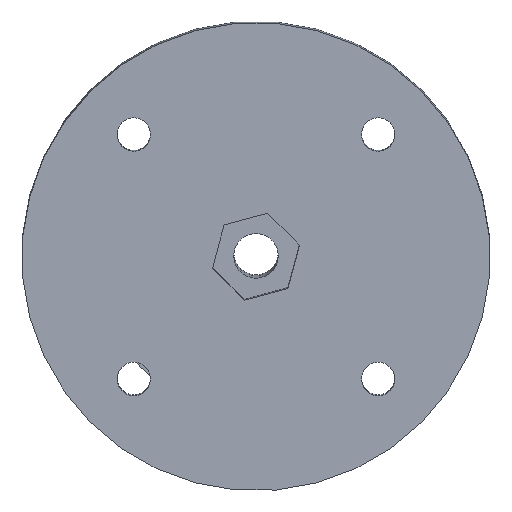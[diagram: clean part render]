
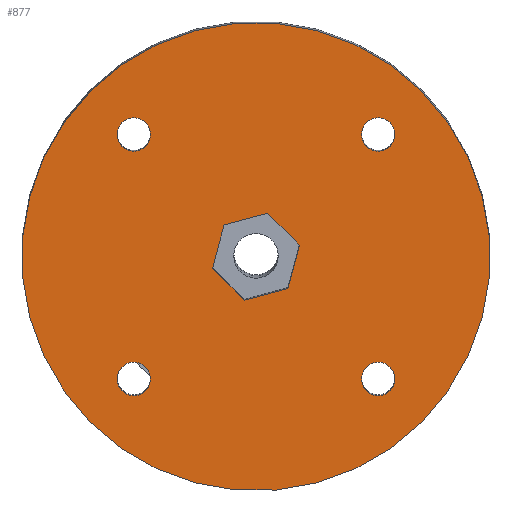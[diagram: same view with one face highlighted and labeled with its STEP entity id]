
A CAD part, front view. The second image highlights one B-rep face of the part: STEP entity #877.
In plain terms, the highlighted planar face has unit normal (0, -1, -0.011).
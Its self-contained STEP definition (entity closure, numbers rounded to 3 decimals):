
#42=FACE_BOUND('',#207,.T.);
#43=FACE_BOUND('',#208,.T.);
#44=FACE_BOUND('',#209,.T.);
#45=FACE_BOUND('',#210,.T.);
#46=FACE_BOUND('',#211,.T.);
#69=PLANE('',#1021);
#142=FACE_OUTER_BOUND('',#206,.T.);
#206=EDGE_LOOP('',(#816));
#207=EDGE_LOOP('',(#817,#818,#819,#820,#821,#822));
#208=EDGE_LOOP('',(#823));
#209=EDGE_LOOP('',(#824));
#210=EDGE_LOOP('',(#825));
#211=EDGE_LOOP('',(#826));
#233=LINE('',#1465,#284);
#237=LINE('',#1473,#288);
#240=LINE('',#1479,#291);
#243=LINE('',#1485,#294);
#246=LINE('',#1491,#297);
#249=LINE('',#1496,#300);
#284=VECTOR('',#1164,10.);
#288=VECTOR('',#1170,10.);
#291=VECTOR('',#1175,10.);
#294=VECTOR('',#1180,10.);
#297=VECTOR('',#1185,10.);
#300=VECTOR('',#1190,10.);
#379=CIRCLE('',#1011,1.5);
#380=CIRCLE('',#1014,1.5);
#381=CIRCLE('',#1016,1.5);
#382=CIRCLE('',#1018,1.5);
#383=CIRCLE('',#1020,21.);
#427=VERTEX_POINT('',#1463);
#428=VERTEX_POINT('',#1464);
#431=VERTEX_POINT('',#1472);
#433=VERTEX_POINT('',#1478);
#435=VERTEX_POINT('',#1484);
#437=VERTEX_POINT('',#1490);
#459=VERTEX_POINT('',#1570);
#460=VERTEX_POINT('',#1575);
#461=VERTEX_POINT('',#1579);
#462=VERTEX_POINT('',#1583);
#463=VERTEX_POINT('',#1587);
#523=EDGE_CURVE('',#427,#428,#233,.T.);
#527=EDGE_CURVE('',#431,#427,#237,.T.);
#530=EDGE_CURVE('',#433,#431,#240,.T.);
#533=EDGE_CURVE('',#435,#433,#243,.T.);
#536=EDGE_CURVE('',#437,#435,#246,.T.);
#539=EDGE_CURVE('',#428,#437,#249,.T.);
#575=EDGE_CURVE('',#459,#459,#379,.T.);
#577=EDGE_CURVE('',#460,#460,#380,.T.);
#579=EDGE_CURVE('',#461,#461,#381,.T.);
#581=EDGE_CURVE('',#462,#462,#382,.T.);
#584=EDGE_CURVE('',#463,#463,#383,.T.);
#816=ORIENTED_EDGE('',*,*,#584,.F.);
#817=ORIENTED_EDGE('',*,*,#523,.T.);
#818=ORIENTED_EDGE('',*,*,#539,.T.);
#819=ORIENTED_EDGE('',*,*,#536,.T.);
#820=ORIENTED_EDGE('',*,*,#533,.T.);
#821=ORIENTED_EDGE('',*,*,#530,.T.);
#822=ORIENTED_EDGE('',*,*,#527,.T.);
#823=ORIENTED_EDGE('',*,*,#577,.F.);
#824=ORIENTED_EDGE('',*,*,#581,.F.);
#825=ORIENTED_EDGE('',*,*,#575,.F.);
#826=ORIENTED_EDGE('',*,*,#579,.F.);
#877=ADVANCED_FACE('',(#142,#42,#43,#44,#45,#46),#69,.F.);
#1011=AXIS2_PLACEMENT_3D('',#1571,#1286,#1287);
#1014=AXIS2_PLACEMENT_3D('',#1576,#1293,#1294);
#1016=AXIS2_PLACEMENT_3D('',#1580,#1298,#1299);
#1018=AXIS2_PLACEMENT_3D('',#1584,#1303,#1304);
#1020=AXIS2_PLACEMENT_3D('',#1589,#1309,#1310);
#1021=AXIS2_PLACEMENT_3D('',#1590,#1311,#1312);
#1164=DIRECTION('',(0.966,-0.003,0.259));
#1170=DIRECTION('',(0.259,-0.01,0.966));
#1175=DIRECTION('',(-0.707,-0.007,0.707));
#1180=DIRECTION('',(-0.966,0.003,-0.259));
#1185=DIRECTION('',(-0.259,0.01,-0.966));
#1190=DIRECTION('',(0.707,0.007,-0.707));
#1286=DIRECTION('center_axis',(0.,-1.,
-0.01));
#1287=DIRECTION('ref_axis',(-0.707,-0.007,0.707));
#1293=DIRECTION('center_axis',(0.,-1.,
-0.01));
#1294=DIRECTION('ref_axis',(-0.707,-0.007,0.707));
#1298=DIRECTION('center_axis',(0.,-1.,
-0.01));
#1299=DIRECTION('ref_axis',(-0.707,-0.007,0.707));
#1303=DIRECTION('center_axis',(0.,-1.,
-0.01));
#1304=DIRECTION('ref_axis',(-0.707,-0.007,0.707));
#1309=DIRECTION('center_axis',(0.,1.,0.01));
#1310=DIRECTION('ref_axis',(-0.707,-0.007,0.707));
#1311=DIRECTION('center_axis',(0.,1.,0.01));
#1312=DIRECTION('ref_axis',(-0.707,-0.007,0.707));
#1463=CARTESIAN_POINT('',(20.533,-981.558,37.923));
#1464=CARTESIAN_POINT('',(24.437,-981.569,38.969));
#1465=CARTESIAN_POINT('',(21.509,-981.561,38.184));
#1472=CARTESIAN_POINT('',(19.487,-981.517,34.019));
#1473=CARTESIAN_POINT('',(19.748,-981.527,34.995));
#1478=CARTESIAN_POINT('',(22.345,-981.487,31.162));
#1479=CARTESIAN_POINT('',(21.63,-981.495,31.876));
#1484=CARTESIAN_POINT('',(26.248,-981.498,32.207));
#1485=CARTESIAN_POINT('',(25.272,-981.495,31.946));
#1490=CARTESIAN_POINT('',(27.294,-981.539,36.111));
#1491=CARTESIAN_POINT('',(27.033,-981.529,35.135));
#1496=CARTESIAN_POINT('',(25.151,-981.562,38.254));
#1570=CARTESIAN_POINT('',(13.491,-981.632,44.964));
#1571=CARTESIAN_POINT('Origin',(12.43,-981.643,46.025));
#1575=CARTESIAN_POINT('',(35.411,-981.402,23.045));
#1576=CARTESIAN_POINT('Origin',(34.351,-981.413,24.106));
#1579=CARTESIAN_POINT('',(13.491,-981.402,23.045));
#1580=CARTESIAN_POINT('Origin',(12.43,-981.413,24.106));
#1583=CARTESIAN_POINT('',(35.411,-981.632,44.964));
#1584=CARTESIAN_POINT('Origin',(34.351,-981.643,46.025));
#1587=CARTESIAN_POINT('',(38.24,-981.373,20.217));
#1589=CARTESIAN_POINT('Origin',(23.391,-981.528,35.065));
#1590=CARTESIAN_POINT('Origin',(23.391,-981.528,35.065));
